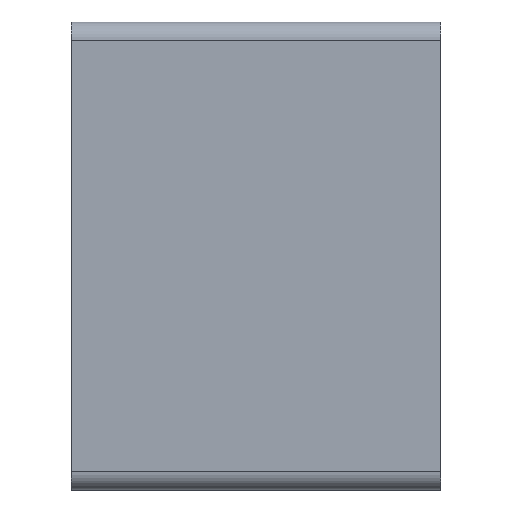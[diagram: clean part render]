
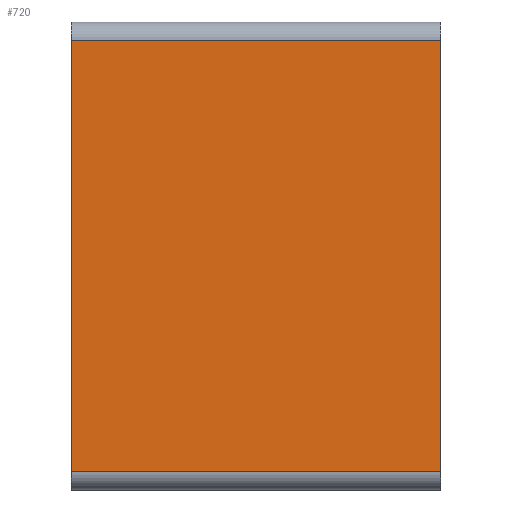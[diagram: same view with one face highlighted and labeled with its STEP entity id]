
A CAD part, front view. The second image highlights one B-rep face of the part: STEP entity #720.
In plain terms, the highlighted planar face has unit normal (0, -1, 0).
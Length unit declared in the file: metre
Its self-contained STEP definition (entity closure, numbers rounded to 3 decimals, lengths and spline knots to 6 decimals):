
#39=PLANE('',#790);
#88=LINE('',#1180,#136);
#89=LINE('',#1183,#137);
#90=LINE('',#1185,#138);
#91=LINE('',#1187,#139);
#136=VECTOR('',#950,1.);
#137=VECTOR('',#951,1.);
#138=VECTOR('',#952,1.);
#139=VECTOR('',#953,1.);
#208=ORIENTED_EDGE('',*,*,#374,.T.);
#209=ORIENTED_EDGE('',*,*,#375,.T.);
#210=ORIENTED_EDGE('',*,*,#376,.F.);
#211=ORIENTED_EDGE('',*,*,#377,.T.);
#374=EDGE_CURVE('',#451,#452,#88,.T.);
#375=EDGE_CURVE('',#452,#453,#89,.F.);
#376=EDGE_CURVE('',#454,#453,#90,.T.);
#377=EDGE_CURVE('',#454,#451,#91,.T.);
#451=VERTEX_POINT('',#1181);
#452=VERTEX_POINT('',#1182);
#453=VERTEX_POINT('',#1184);
#454=VERTEX_POINT('',#1186);
#543=EDGE_LOOP('',(#208,#209,#210,#211));
#625=FACE_BOUND('',#543,.T.);
#720=ADVANCED_FACE('',(#625),#39,.F.);
#790=AXIS2_PLACEMENT_3D('',#1179,#948,#949);
#948=DIRECTION('',(0.,1.,0.));
#949=DIRECTION('',(0.,0.,1.));
#950=DIRECTION('',(0.,0.,-1.));
#951=DIRECTION('',(-1.,0.,0.));
#952=DIRECTION('',(0.,0.,-1.));
#953=DIRECTION('',(-1.,0.,0.));
#1179=CARTESIAN_POINT('',(0.088,-0.02219,0.));
#1180=CARTESIAN_POINT('',(0.028,-0.02219,0.));
#1181=CARTESIAN_POINT('',(0.028,-0.02219,0.035));
#1182=CARTESIAN_POINT('',(0.028,-0.02219,-0.035));
#1183=CARTESIAN_POINT('',(0.088,-0.02219,-0.035));
#1184=CARTESIAN_POINT('',(0.088,-0.02219,-0.035));
#1185=CARTESIAN_POINT('',(0.088,-0.02219,0.));
#1186=CARTESIAN_POINT('',(0.088,-0.02219,0.035));
#1187=CARTESIAN_POINT('',(0.028,-0.02219,0.035));
